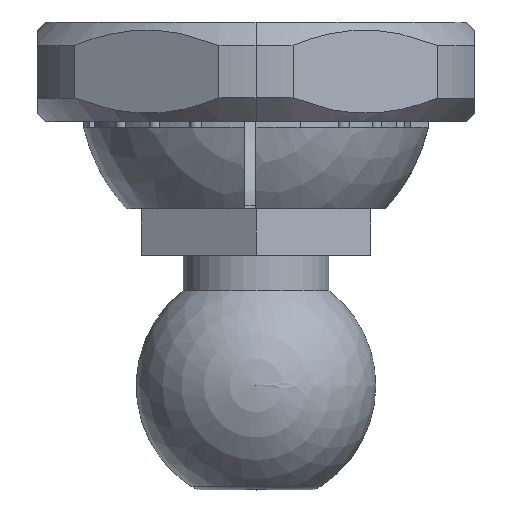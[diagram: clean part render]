
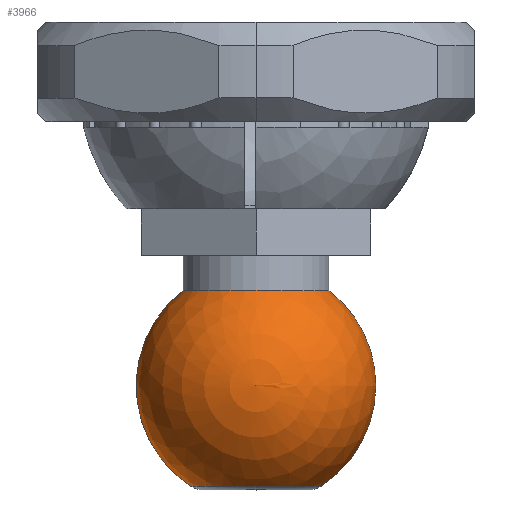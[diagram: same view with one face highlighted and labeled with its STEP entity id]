
A CAD part, top view. The second image highlights one B-rep face of the part: STEP entity #3966.
In plain terms, the highlighted spherical face has radius 5.215 mm.
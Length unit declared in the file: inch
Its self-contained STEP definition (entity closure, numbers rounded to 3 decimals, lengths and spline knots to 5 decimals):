
#84 = VERTEX_POINT ( 'NONE', #3690 ) ;
#175 = CARTESIAN_POINT ( 'NONE',  ( 0., 0.0331, 0.11178 ) ) ;
#199 = CARTESIAN_POINT ( 'NONE',  ( 0., 0.2053, 0. ) ) ;
#299 = DIRECTION ( 'NONE',  ( 0., 0., -1. ) ) ;
#326 = AXIS2_PLACEMENT_3D ( 'NONE', #1876, #4644, #2289 ) ;
#345 = CARTESIAN_POINT ( 'NONE',  ( 0.125, 0.36816, 0. ) ) ;
#415 = CIRCLE ( 'NONE', #326, 0.11178 ) ;
#420 = VERTEX_POINT ( 'NONE', #345 ) ;
#521 = VERTEX_POINT ( 'NONE', #3222 ) ;
#592 = AXIS2_PLACEMENT_3D ( 'NONE', #645, #3451, #1055 ) ;
#601 = DIRECTION ( 'NONE',  ( 1., 0., 0. ) ) ;
#645 = CARTESIAN_POINT ( 'NONE',  ( 0., 0.0331, 0. ) ) ;
#916 = CIRCLE ( 'NONE', #1976, 0.125 ) ;
#1055 = DIRECTION ( 'NONE',  ( 0., 0., 1. ) ) ;
#1182 = CIRCLE ( 'NONE', #3850, 0.2053 ) ;
#1195 = CARTESIAN_POINT ( 'NONE',  ( -0.11178, 0.0331, 0. ) ) ;
#1231 = FACE_OUTER_BOUND ( 'NONE', #4192, .T. ) ;
#1719 = ORIENTED_EDGE ( 'NONE', *, *, #2746, .T. ) ;
#1730 = CIRCLE ( 'NONE', #592, 0.11178 ) ;
#1866 = VERTEX_POINT ( 'NONE', #175 ) ;
#1876 = CARTESIAN_POINT ( 'NONE',  ( 0., 0.0331, 0. ) ) ;
#1885 = ORIENTED_EDGE ( 'NONE', *, *, #4061, .F. ) ;
#1937 = CARTESIAN_POINT ( 'NONE',  ( 0., 0.36816, 0. ) ) ;
#1976 = AXIS2_PLACEMENT_3D ( 'NONE', #1937, #4706, #2353 ) ;
#2289 = DIRECTION ( 'NONE',  ( 0., 0., 1. ) ) ;
#2346 = CARTESIAN_POINT ( 'NONE',  ( 0., 0.2053, 0. ) ) ;
#2353 = DIRECTION ( 'NONE',  ( -1., 0., 0. ) ) ;
#2383 = ORIENTED_EDGE ( 'NONE', *, *, #3880, .T. ) ;
#2412 = CARTESIAN_POINT ( 'NONE',  ( 0., 0.2053, 0. ) ) ;
#2746 = EDGE_CURVE ( 'NONE', #84, #420, #1182, .T. ) ;
#2795 = DIRECTION ( 'NONE',  ( -1., 0., 0. ) ) ;
#2876 = CIRCLE ( 'NONE', #4869, 0.2053 ) ;
#3008 = DIRECTION ( 'NONE',  ( 0., 0., 1. ) ) ;
#3018 = AXIS2_PLACEMENT_3D ( 'NONE', #2346, #299, #5098 ) ;
#3117 = SPHERICAL_SURFACE ( 'NONE', #3018, 0.2053 ) ;
#3222 = CARTESIAN_POINT ( 'NONE',  ( -0.125, 0.36816, 0. ) ) ;
#3263 = EDGE_CURVE ( 'NONE', #521, #420, #916, .T. ) ;
#3451 = DIRECTION ( 'NONE',  ( 0., 1., 0. ) ) ;
#3690 = CARTESIAN_POINT ( 'NONE',  ( 0.11178, 0.0331, 0. ) ) ;
#3774 = ORIENTED_EDGE ( 'NONE', *, *, #3882, .T. ) ;
#3789 = ORIENTED_EDGE ( 'NONE', *, *, #3263, .F. ) ;
#3850 = AXIS2_PLACEMENT_3D ( 'NONE', #199, #3008, #601 ) ;
#3880 = EDGE_CURVE ( 'NONE', #4091, #1866, #1730, .T. ) ;
#3882 = EDGE_CURVE ( 'NONE', #1866, #84, #415, .T. ) ;
#3966 = ADVANCED_FACE ( 'NONE', ( #1231 ), #3117, .T. ) ;
#4061 = EDGE_CURVE ( 'NONE', #4091, #521, #2876, .T. ) ;
#4091 = VERTEX_POINT ( 'NONE', #1195 ) ;
#4192 = EDGE_LOOP ( 'NONE', ( #1885, #2383, #3774, #1719, #3789 ) ) ;
#4644 = DIRECTION ( 'NONE',  ( 0., 1., 0. ) ) ;
#4706 = DIRECTION ( 'NONE',  ( 0., 1., 0. ) ) ;
#4869 = AXIS2_PLACEMENT_3D ( 'NONE', #2412, #5173, #2795 ) ;
#5098 = DIRECTION ( 'NONE',  ( 1., 0., 0. ) ) ;
#5173 = DIRECTION ( 'NONE',  ( 0., 0., -1. ) ) ;
